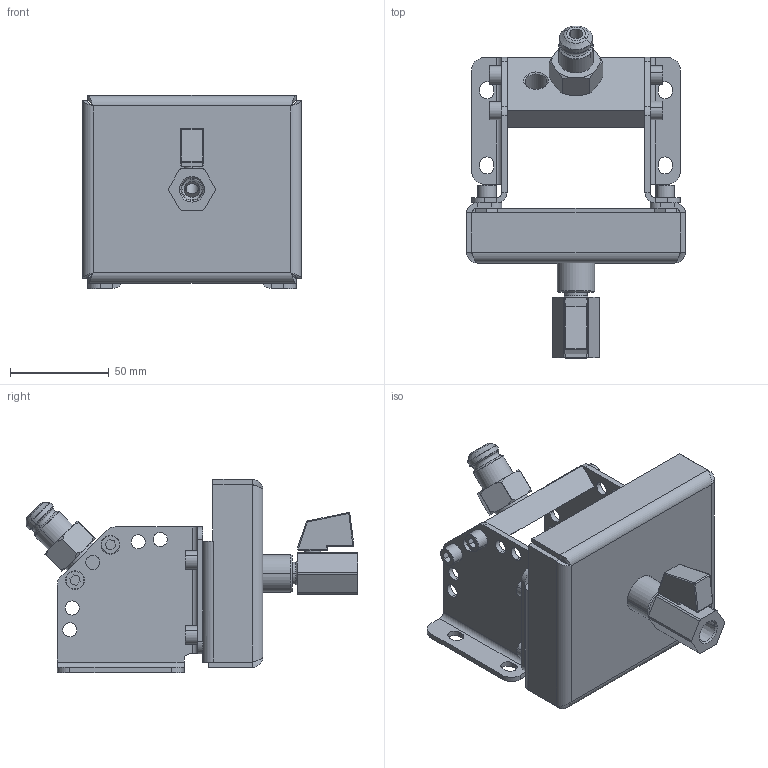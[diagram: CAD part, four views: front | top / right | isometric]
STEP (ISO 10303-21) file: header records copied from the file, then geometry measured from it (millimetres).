
FILE_DESCRIPTION((''),'2;1');
FILE_NAME('ILC56000806','2023-03-25T07:36:55',('Jweaver'),(''),'CREO PARAMETRIC BY PTC INC, 2021164','CREO PARAMETRIC BY PTC INC, 2021164','');
FILE_SCHEMA(('AUTOMOTIVE_DESIGN { 1 0 10303 214 1 1 1 1 }'));
Length unit declared in the file: inch
Products named in the file (1): ILC56000806
Bounding box: 111.02 x 168.35 x 97.91 mm (x, y, z)
Volume: 153844.1 mm3; surface area: 92598.9 mm2
Topology: 3 solids, 3 shells, 528 faces, 1253 edges, 764 vertices
Faces by surface type: plane 226, cylinder 158, cone 118, torus 10, bspline 8, sphere 8
Entity records: 19863 total; most frequent: CARTESIAN_POINT 4495, DIRECTION 2622, ORIENTED_EDGE 2506, EDGE_CURVE 1253, AXIS2_PLACEMENT_3D 976, VERTEX_POINT 764, VECTOR 667, LINE 667
